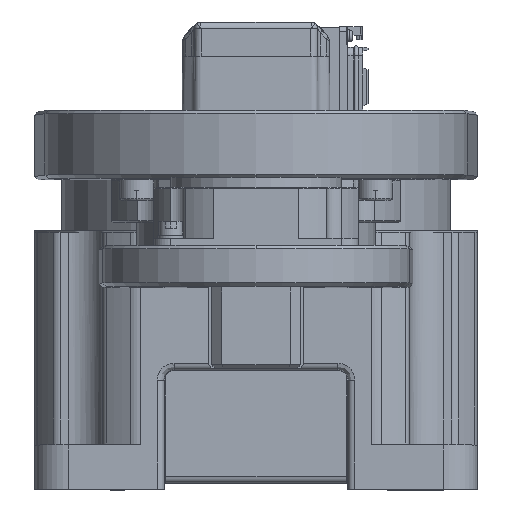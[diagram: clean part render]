
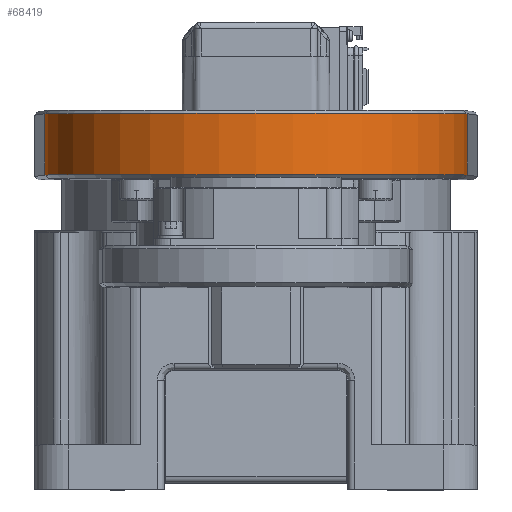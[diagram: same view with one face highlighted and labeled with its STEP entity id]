
A CAD part, top view. The second image highlights one B-rep face of the part: STEP entity #68419.
In plain terms, the highlighted cylindrical face has radius 62 mm (diameter 124 mm), a partial arc.
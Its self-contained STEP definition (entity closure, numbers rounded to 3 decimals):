
#4699 = DIRECTION ( 'NONE',  ( 0., 0., 1. ) ) ;
#5174 = CARTESIAN_POINT ( 'NONE',  ( -62., 111., 230. ) ) ;
#7157 = CIRCLE ( 'NONE', #49570, 62. ) ;
#8371 = VERTEX_POINT ( 'NONE', #55791 ) ;
#10483 = EDGE_CURVE ( 'NONE', #66958, #88327, #7157, .T. ) ;
#10495 = VERTEX_POINT ( 'NONE', #12297 ) ;
#11828 = DIRECTION ( 'NONE',  ( 0., -1., 0. ) ) ;
#12297 = CARTESIAN_POINT ( 'NONE',  ( -62., 92., 230. ) ) ;
#19462 = ORIENTED_EDGE ( 'NONE', *, *, #69068, .T. ) ;
#21564 = DIRECTION ( 'NONE',  ( 0., 1., 0. ) ) ;
#22395 = CIRCLE ( 'NONE', #81466, 62. ) ;
#22842 = CYLINDRICAL_SURFACE ( 'NONE', #54122, 62. ) ;
#23955 = LINE ( 'NONE', #24415, #41665 ) ;
#24415 = CARTESIAN_POINT ( 'NONE',  ( 62., 111., 230. ) ) ;
#28718 = EDGE_CURVE ( 'NONE', #88327, #10495, #76301, .T. ) ;
#33222 = ORIENTED_EDGE ( 'NONE', *, *, #28718, .T. ) ;
#34105 = DIRECTION ( 'NONE',  ( 0., -1., 0. ) ) ;
#36639 = VECTOR ( 'NONE', #34105, 1000. ) ;
#40263 = DIRECTION ( 'NONE',  ( 0., 1., 0. ) ) ;
#41665 = VECTOR ( 'NONE', #68025, 1000. ) ;
#42950 = ORIENTED_EDGE ( 'NONE', *, *, #10483, .T. ) ;
#45707 = EDGE_LOOP ( 'NONE', ( #33222, #80956, #19462, #85167, #42950 ) ) ;
#49125 = CARTESIAN_POINT ( 'NONE',  ( -62., 110., 230. ) ) ;
#49570 = AXIS2_PLACEMENT_3D ( 'NONE', #70585, #11828, #4699 ) ;
#51097 = CARTESIAN_POINT ( 'NONE',  ( 62., 110., 230. ) ) ;
#54122 = AXIS2_PLACEMENT_3D ( 'NONE', #80672, #73574, #66468 ) ;
#54942 = DIRECTION ( 'NONE',  ( 0., 0., 1. ) ) ;
#55791 = CARTESIAN_POINT ( 'NONE',  ( 0., 92., 292. ) ) ;
#58554 = VERTEX_POINT ( 'NONE', #59857 ) ;
#58856 = FACE_OUTER_BOUND ( 'NONE', #45707, .T. ) ;
#59857 = CARTESIAN_POINT ( 'NONE',  ( 62., 92., 230. ) ) ;
#66468 = DIRECTION ( 'NONE',  ( 0., 0., -1. ) ) ;
#66958 = VERTEX_POINT ( 'NONE', #51097 ) ;
#68025 = DIRECTION ( 'NONE',  ( 0., -1., 0. ) ) ;
#68419 = ADVANCED_FACE ( 'NONE', ( #58856 ), #22842, .T. ) ;
#69068 = EDGE_CURVE ( 'NONE', #8371, #58554, #22395, .T. ) ;
#69171 = CARTESIAN_POINT ( 'NONE',  ( 0., 92., 230. ) ) ;
#70585 = CARTESIAN_POINT ( 'NONE',  ( 0., 110., 230. ) ) ;
#73574 = DIRECTION ( 'NONE',  ( 0., -1., 0. ) ) ;
#76301 = LINE ( 'NONE', #5174, #36639 ) ;
#78683 = AXIS2_PLACEMENT_3D ( 'NONE', #69171, #40263, #54942 ) ;
#80672 = CARTESIAN_POINT ( 'NONE',  ( 0., 111., 230. ) ) ;
#80956 = ORIENTED_EDGE ( 'NONE', *, *, #92858, .T. ) ;
#81466 = AXIS2_PLACEMENT_3D ( 'NONE', #86482, #21564, #92175 ) ;
#85167 = ORIENTED_EDGE ( 'NONE', *, *, #88552, .F. ) ;
#86482 = CARTESIAN_POINT ( 'NONE',  ( 0., 92., 230. ) ) ;
#87783 = CIRCLE ( 'NONE', #78683, 62. ) ;
#88327 = VERTEX_POINT ( 'NONE', #49125 ) ;
#88552 = EDGE_CURVE ( 'NONE', #66958, #58554, #23955, .T. ) ;
#92175 = DIRECTION ( 'NONE',  ( 0., 0., 1. ) ) ;
#92858 = EDGE_CURVE ( 'NONE', #10495, #8371, #87783, .T. ) ;
